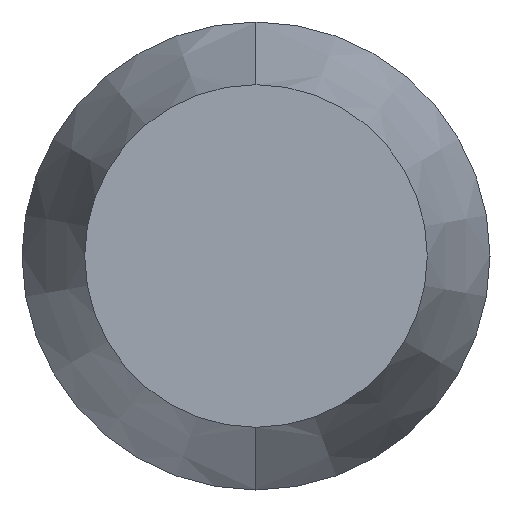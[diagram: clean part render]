
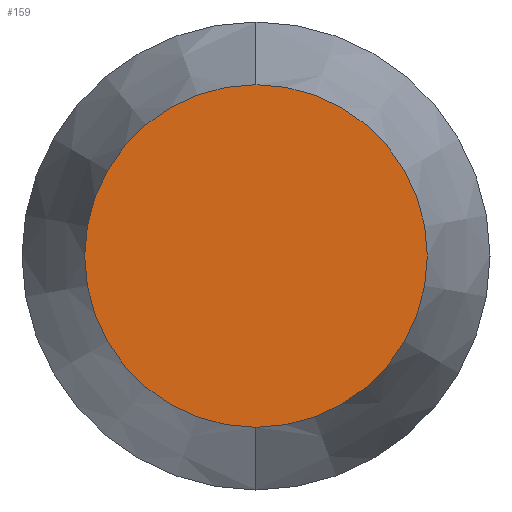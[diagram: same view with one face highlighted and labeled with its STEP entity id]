
A CAD part, left-side view. The second image highlights one B-rep face of the part: STEP entity #159.
In plain terms, the highlighted planar face has unit normal (-1, 0, 0).
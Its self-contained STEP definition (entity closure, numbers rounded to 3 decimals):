
#1 = CARTESIAN_POINT ( 'NONE',  ( 0., 0., 0. ) ) ;
#32 = EDGE_CURVE ( 'NONE', #90, #123, #201, .T. ) ;
#33 = ORIENTED_EDGE ( 'NONE', *, *, #32, .T. ) ;
#34 = CIRCLE ( 'NONE', #218, 0.732 ) ;
#63 = AXIS2_PLACEMENT_3D ( 'NONE', #145, #249, #143 ) ;
#72 = CARTESIAN_POINT ( 'NONE',  ( 0., 0., 0.732 ) ) ;
#78 = CARTESIAN_POINT ( 'NONE',  ( 0., 0., -0.732 ) ) ;
#80 = DIRECTION ( 'NONE',  ( -1., 0., 0. ) ) ;
#90 = VERTEX_POINT ( 'NONE', #78 ) ;
#104 = DIRECTION ( 'NONE',  ( 0., 0., 1. ) ) ;
#105 = AXIS2_PLACEMENT_3D ( 'NONE', #122, #247, #243 ) ;
#122 = CARTESIAN_POINT ( 'NONE',  ( 0., 0., 0. ) ) ;
#123 = VERTEX_POINT ( 'NONE', #72 ) ;
#140 = ORIENTED_EDGE ( 'NONE', *, *, #156, .T. ) ;
#143 = DIRECTION ( 'NONE',  ( 0., 0., -1. ) ) ;
#145 = CARTESIAN_POINT ( 'NONE',  ( 0., 0.732, 0. ) ) ;
#156 = EDGE_CURVE ( 'NONE', #123, #90, #34, .T. ) ;
#159 = ADVANCED_FACE ( 'NONE', ( #164 ), #186, .F. ) ;
#164 = FACE_OUTER_BOUND ( 'NONE', #242, .T. ) ;
#186 = PLANE ( 'NONE',  #63 ) ;
#201 = CIRCLE ( 'NONE', #105, 0.732 ) ;
#218 = AXIS2_PLACEMENT_3D ( 'NONE', #1, #80, #104 ) ;
#242 = EDGE_LOOP ( 'NONE', ( #33, #140 ) ) ;
#243 = DIRECTION ( 'NONE',  ( 0., 0., 1. ) ) ;
#247 = DIRECTION ( 'NONE',  ( -1., 0., 0. ) ) ;
#249 = DIRECTION ( 'NONE',  ( 1., 0., 0. ) ) ;
